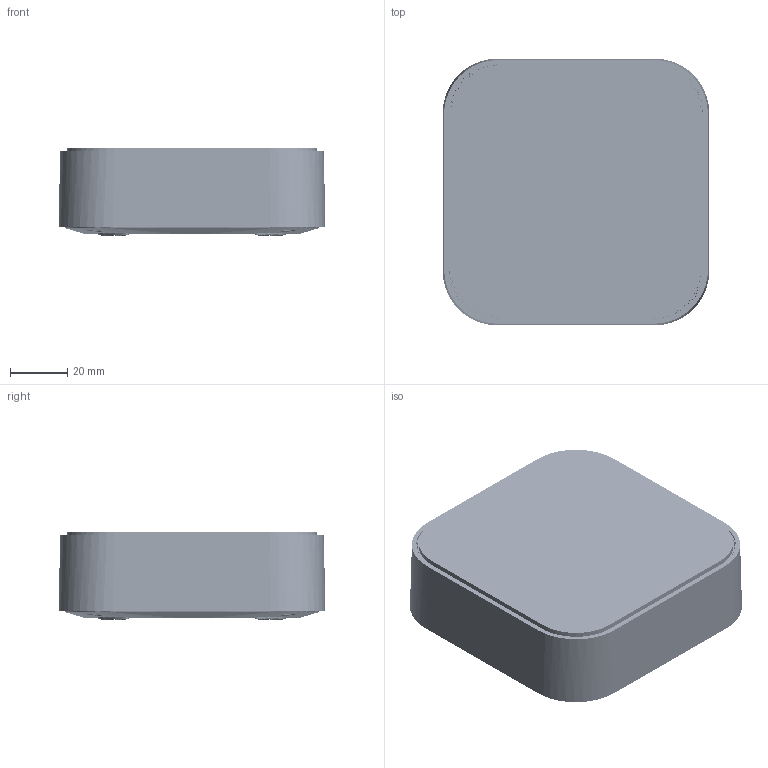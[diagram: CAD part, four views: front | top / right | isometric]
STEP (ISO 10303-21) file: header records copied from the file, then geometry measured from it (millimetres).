
FILE_DESCRIPTION(('FreeCAD Model'),'2;1');
FILE_NAME('Open CASCADE Shape Model','2025-04-26T08:10:33',('FreeCAD'),( 'FreeCAD'),'Open CASCADE STEP processor 7.6','FreeCAD','Unknown');
FILE_SCHEMA(('AUTOMOTIVE_DESIGN { 1 0 10303 214 1 1 1 1 }'));
Products named in the file (1): Open CASCADE STEP translator 7.6 1
Bounding box: 92.76 x 92.76 x 30.51 mm (x, y, z)
Volume: 76386.2 mm3; surface area: 77351.3 mm2
Topology: 19 solids, 19 shells, 1987 faces, 5145 edges, 3376 vertices
Faces by surface type: bspline 1987
Entity records: 146418 total; most frequent: CARTESIAN_POINT 117241, ORIENTED_EDGE 10266, EDGE_CURVE 5133, VERTEX_POINT 3376, B_SPLINE_CURVE_WITH_KNOTS 3005, FACE_BOUND 2211, EDGE_LOOP 2211, ADVANCED_FACE 1987
